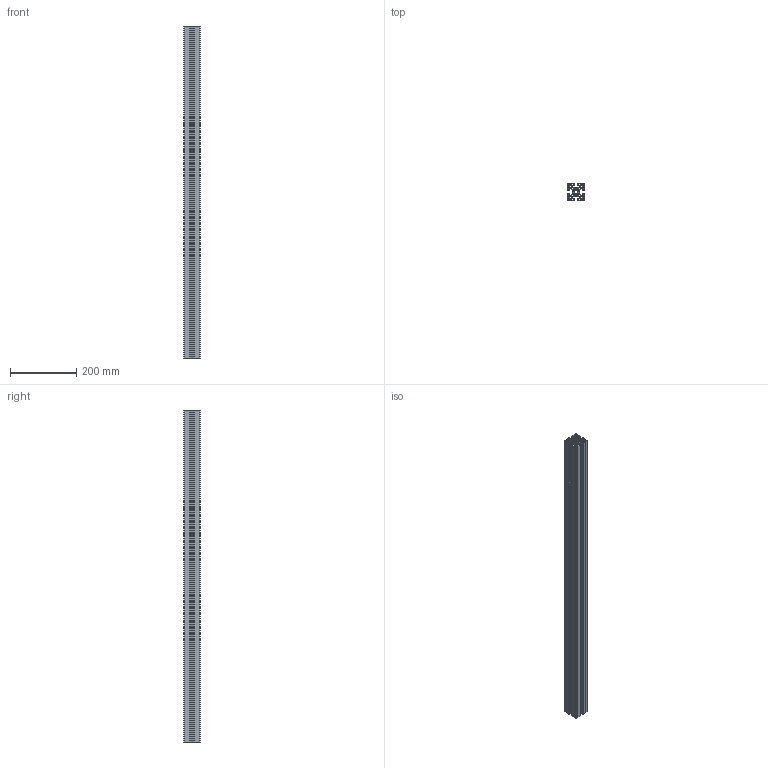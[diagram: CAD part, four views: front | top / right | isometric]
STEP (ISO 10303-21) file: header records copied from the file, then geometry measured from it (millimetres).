
FILE_DESCRIPTION (( 'STEP AP214' ), '1' );
FILE_NAME ('655SLX Êîíñòðóêöèîííûé ïðîôèëü 50õ50SL.STEP', '2019-11-12T14:15:03', ( 'Windows User' ), ( '' ), 'SwSTEP 2.0', 'SolidWorks 2019', '' );
FILE_SCHEMA (( 'AUTOMOTIVE_DESIGN' ));
Length unit declared in the file: millimetre
Products named in the file (1): 655SLX Êîíñòðóêöèîííûé ïðîôèëü 50õ50SL
Bounding box: 50 x 50 x 1000 mm (x, y, z)
Volume: 646234.6 mm3; surface area: 859388.8 mm2
Topology: 1 solids, 1 shells, 438 faces, 1308 edges, 872 vertices
Faces by surface type: cylinder 220, plane 218
Entity records: 14906 total; most frequent: DIRECTION 2626, CARTESIAN_POINT 2619, ORIENTED_EDGE 2616, EDGE_CURVE 1308, AXIS2_PLACEMENT_3D 879, VERTEX_POINT 872, LINE 868, VECTOR 868
